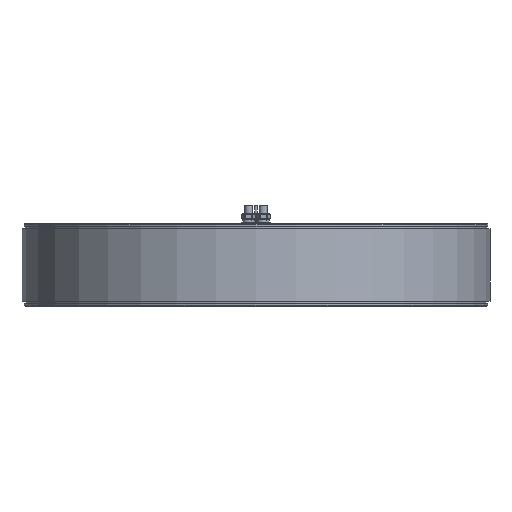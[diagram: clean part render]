
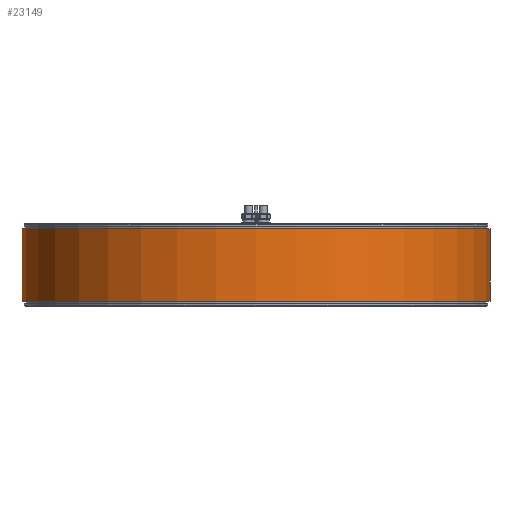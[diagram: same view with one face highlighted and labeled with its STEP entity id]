
A CAD part, front view. The second image highlights one B-rep face of the part: STEP entity #23149.
In plain terms, the highlighted cylindrical face has radius 651 mm (diameter 1302 mm), a partial arc.
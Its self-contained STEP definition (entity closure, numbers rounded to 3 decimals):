
#5619=CARTESIAN_POINT('',(0.,0.,-14.6));
#5620=DIRECTION('',(0.,0.,1.));
#5621=DIRECTION('',(-0.053,0.999,0.));
#5622=AXIS2_PLACEMENT_3D('',#5619,#5620,#5621);
#5624=DIRECTION('',(0.,0.,1.));
#5625=VECTOR('',#5624,200.8);
#5626=CARTESIAN_POINT('',(34.5,650.085,-215.4));
#5627=LINE('',#5626,#5625);
#5628=CARTESIAN_POINT('',(0.,0.,-215.4));
#5629=DIRECTION('',(0.,0.,-1.));
#5630=DIRECTION('',(0.053,0.999,0.));
#5631=AXIS2_PLACEMENT_3D('',#5628,#5629,#5630);
#5633=DIRECTION('',(0.,0.,1.));
#5634=VECTOR('',#5633,200.8);
#5635=CARTESIAN_POINT('',(-34.5,650.085,-215.4));
#5636=LINE('',#5635,#5634);
#12165=CARTESIAN_POINT('',(-34.5,650.085,-215.4));
#12166=CARTESIAN_POINT('',(34.5,650.085,-215.4));
#12167=VERTEX_POINT('',#12165);
#12168=VERTEX_POINT('',#12166);
#12169=CARTESIAN_POINT('',(-34.5,650.085,-14.6));
#12170=CARTESIAN_POINT('',(34.5,650.085,-14.6));
#12171=VERTEX_POINT('',#12169);
#12172=VERTEX_POINT('',#12170);
#23138=CARTESIAN_POINT('',(0.,0.,-4.56));
#23139=DIRECTION('',(0.,0.,-1.));
#23140=DIRECTION('',(1.,0.,0.));
#23141=AXIS2_PLACEMENT_3D('',#23138,#23139,#23140);
#23142=CYLINDRICAL_SURFACE('',#23141,651.);
#23143=ORIENTED_EDGE('',*,*,#14647,.T.);
#23144=ORIENTED_EDGE('',*,*,#14663,.F.);
#23145=ORIENTED_EDGE('',*,*,#14687,.T.);
#23146=ORIENTED_EDGE('',*,*,#14666,.T.);
#23147=EDGE_LOOP('',(#23143,#23144,#23145,#23146));
#23148=FACE_OUTER_BOUND('',#23147,.F.);
#23149=ADVANCED_FACE('',(#23148),#23142,.T.);
#5623=CIRCLE('',#5622,651.);
#5632=CIRCLE('',#5631,651.);
#14647=EDGE_CURVE('',#12171,#12172,#5623,.T.);
#14663=EDGE_CURVE('',#12168,#12172,#5627,.T.);
#14666=EDGE_CURVE('',#12167,#12171,#5636,.T.);
#14687=EDGE_CURVE('',#12168,#12167,#5632,.T.);
